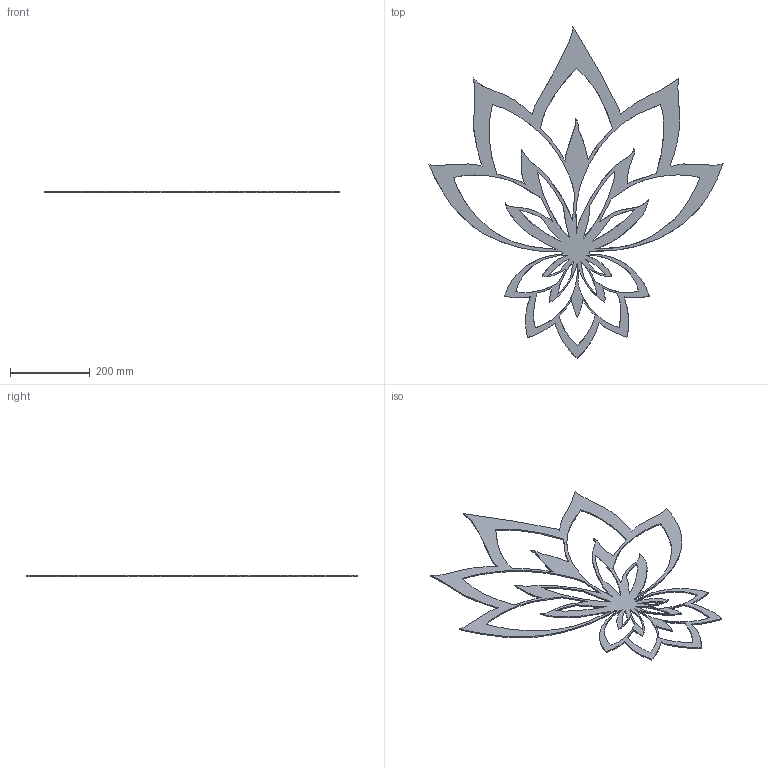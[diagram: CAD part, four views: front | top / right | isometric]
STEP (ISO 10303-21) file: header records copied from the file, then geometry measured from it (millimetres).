
FILE_DESCRIPTION(/* description */ (''),/* implementation_level */ '2;1');
FILE_NAME(/* name */ 'Lampe 1.stp',/* time_stamp */ '2018-07-12T14:40:02+02:00',/* author */ ('vmf-tni'),/* organization */ (''),/* preprocessor_version */ 'ST-DEVELOPER v16.5',/* originating_system */ 'Autodesk Inventor 2017',/* authorisation */ '');
FILE_SCHEMA (('AUTOMOTIVE_DESIGN { 1 0 10303 214 3 1 1 }'));
Length unit declared in the file: millimetre
Products named in the file (1): Lampe 1
Bounding box: 737.71 x 832.26 x 3 mm (x, y, z)
Volume: 363792.9 mm3; surface area: 279767.6 mm2
Topology: 1 solids, 1 shells, 121 faces, 357 edges, 238 vertices
Faces by surface type: bspline 108, plane 9, cylinder 4
Entity records: 4697 total; most frequent: CARTESIAN_POINT 2109, ORIENTED_EDGE 714, EDGE_CURVE 357, VERTEX_POINT 238, B_SPLINE_CURVE_WITH_KNOTS 216, DIRECTION 177, EDGE_LOOP 157, LINE 133
